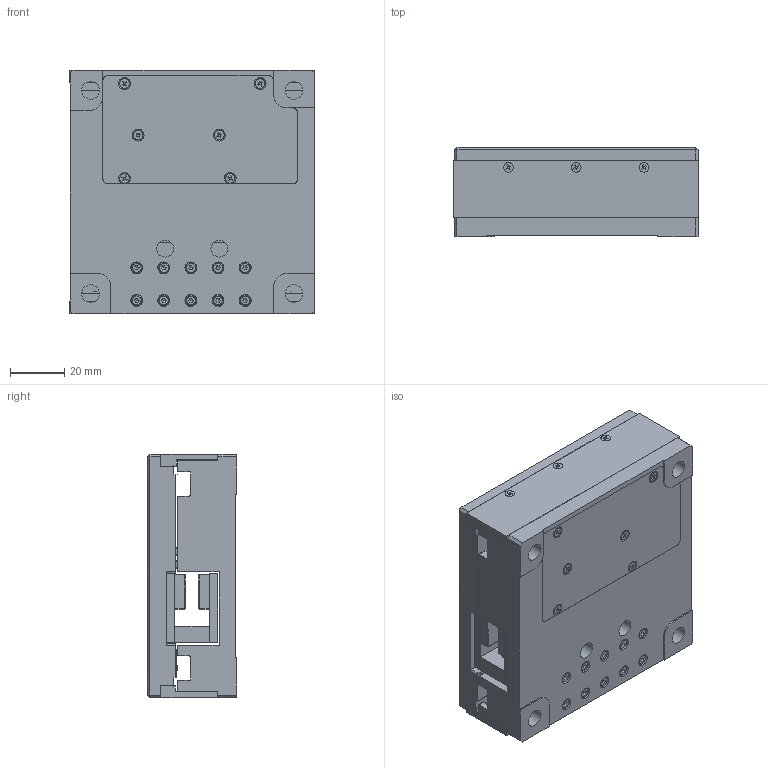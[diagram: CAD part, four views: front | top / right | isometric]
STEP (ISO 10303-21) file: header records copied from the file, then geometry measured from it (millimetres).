
FILE_DESCRIPTION (( 'STEP AP203' ), '1' );
FILE_NAME ('FMSS90C-38.STEP', '2023-10-10T08:14:03', ( 'Windows User' ), ( 'P R C' ), 'SwSTEP 2.0', 'SolidWorks 2020', '' );
FILE_SCHEMA (( 'CONFIG_CONTROL_DESIGN' ));
Length unit declared in the file: millimetre
Products named in the file (1): FMSS90C-38
Bounding box: 90.2 x 33 x 90 mm (x, y, z)
Surface area: 59470.6 mm2 (no closed solid volume)
Topology: 0 solids, 40 shells, 616 faces, 2118 edges, 1522 vertices
Faces by surface type: plane 405, cylinder 176, cone 19, torus 10, sphere 5, bspline 1
Full cylindrical faces by diameter (mm): 2.3 x1, 2.5 x1, 3.5 x12, 4.4 x10, 5 x16, 6 x2, 6.2 x2, 6.5 x4
Entity records: 29002 total; most frequent: CARTESIAN_POINT 11674, ORIENTED_EDGE 3387, DIRECTION 3200, EDGE_CURVE 2005, VERTEX_POINT 1491, LINE 1300, VECTOR 1300, AXIS2_PLACEMENT_3D 950
